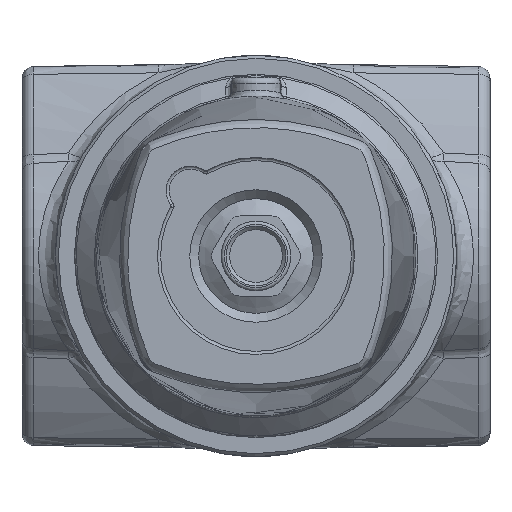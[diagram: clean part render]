
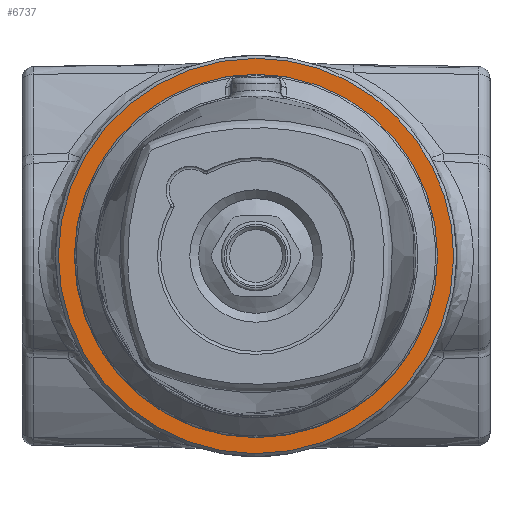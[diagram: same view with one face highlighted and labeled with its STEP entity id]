
A CAD part, front view. The second image highlights one B-rep face of the part: STEP entity #6737.
In plain terms, the highlighted planar face has unit normal (0, -1, 0).
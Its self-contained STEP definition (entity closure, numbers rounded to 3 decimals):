
#1093=PLANE('',#7363);
#1541=FACE_OUTER_BOUND('',#1951,.T.);
#1951=EDGE_LOOP('',(#6328,#6329));
#2782=CIRCLE('',#7361,32.1);
#2783=CIRCLE('',#7362,32.1);
#3402=VERTEX_POINT('',#31414);
#3403=VERTEX_POINT('',#31416);
#4378=EDGE_CURVE('',#3402,#3403,#2782,.T.);
#4379=EDGE_CURVE('',#3403,#3402,#2783,.T.);
#6328=ORIENTED_EDGE('',*,*,#4379,.F.);
#6329=ORIENTED_EDGE('',*,*,#4378,.F.);
#6737=ADVANCED_FACE('',(#1541),#1093,.F.);
#7361=AXIS2_PLACEMENT_3D('',#31417,#8790,#8791);
#7362=AXIS2_PLACEMENT_3D('',#31418,#8792,#8793);
#7363=AXIS2_PLACEMENT_3D('',#31419,#8794,#8795);
#8790=DIRECTION('center_axis',(0.,1.,0.));
#8791=DIRECTION('ref_axis',(0.,0.,-1.));
#8792=DIRECTION('center_axis',(0.,1.,0.));
#8793=DIRECTION('ref_axis',(0.,0.,-1.));
#8794=DIRECTION('center_axis',(0.,1.,0.));
#8795=DIRECTION('ref_axis',(0.,0.,1.));
#31414=CARTESIAN_POINT('',(0.,-33.,32.1));
#31416=CARTESIAN_POINT('',(32.098,-33.,-0.314));
#31417=CARTESIAN_POINT('Origin',(0.,-33.,0.));
#31418=CARTESIAN_POINT('Origin',(0.,-33.,0.));
#31419=CARTESIAN_POINT('Origin',(30.,-33.,0.));
